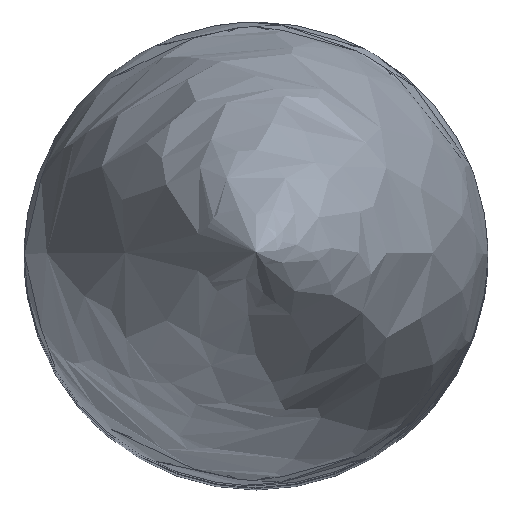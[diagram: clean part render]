
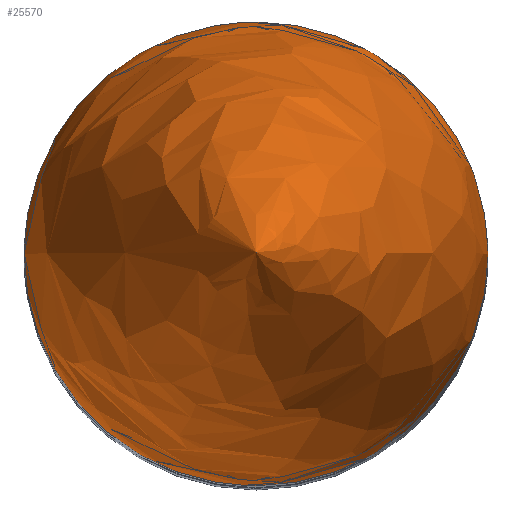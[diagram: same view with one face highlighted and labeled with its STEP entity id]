
A CAD part, top view. The second image highlights one B-rep face of the part: STEP entity #25570.
In plain terms, the highlighted free-form (B-spline) face has degree [2, 2] with [3, 9] control points.
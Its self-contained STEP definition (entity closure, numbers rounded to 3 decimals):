
#16=(
BOUNDED_SURFACE()
B_SPLINE_SURFACE(2,2,((#49703,#49704,#49705,#49706,#49707,#49708,#49709,
#49710,#49711),(#49712,#49713,#49714,#49715,#49716,#49717,#49718,#49719,
#49720),(#49721,#49722,#49723,#49724,#49725,#49726,#49727,#49728,#49729)),
 .UNSPECIFIED.,.F.,.T.,.F.)
B_SPLINE_SURFACE_WITH_KNOTS((3,3),(3,2,2,2,3),(-0.017,0.507),
(-3.142,-1.571,0.,1.571,3.142),
 .UNSPECIFIED.)
GEOMETRIC_REPRESENTATION_ITEM()
RATIONAL_B_SPLINE_SURFACE(((1.,0.707,1.,0.707,1.,
0.707,1.,0.707,1.),(0.966,0.683,
0.966,0.683,0.966,0.683,
0.966,0.683,0.966),(1.,0.707,
1.,0.707,1.,0.707,1.,0.707,1.)))
REPRESENTATION_ITEM('')
SURFACE()
);
#3956=FACE_OUTER_BOUND('',#5531,.T.);
#5531=EDGE_LOOP('',(#23988,#23989,#23990,#23991));
#10515=CIRCLE('',#27293,318.822);
#10516=CIRCLE('',#27294,40.);
#10517=CIRCLE('',#27295,40.);
#12940=VERTEX_POINT('',#49730);
#12941=VERTEX_POINT('',#49731);
#12942=VERTEX_POINT('',#49733);
#16628=EDGE_CURVE('',#12940,#12941,#10515,.T.);
#16629=EDGE_CURVE('',#12941,#12942,#10516,.T.);
#16630=EDGE_CURVE('',#12942,#12941,#10517,.T.);
#23988=ORIENTED_EDGE('',*,*,#16628,.T.);
#23989=ORIENTED_EDGE('',*,*,#16629,.T.);
#23990=ORIENTED_EDGE('',*,*,#16630,.T.);
#23991=ORIENTED_EDGE('',*,*,#16628,.F.);
#25570=ADVANCED_FACE('',(#3956),#16,.F.);
#27293=AXIS2_PLACEMENT_3D('',#49732,#32725,#32726);
#27294=AXIS2_PLACEMENT_3D('',#49734,#32727,#32728);
#27295=AXIS2_PLACEMENT_3D('',#49735,#32729,#32730);
#32725=DIRECTION('center_axis',(0.,-1.,0.));
#32726=DIRECTION('ref_axis',(-1.,0.,0.));
#32727=DIRECTION('center_axis',(0.,0.,1.));
#32728=DIRECTION('ref_axis',(-1.,0.,0.));
#32729=DIRECTION('center_axis',(0.,0.,1.));
#32730=DIRECTION('ref_axis',(-1.,0.,0.));
#49703=CARTESIAN_POINT('Ctrl Pts',(-40.,0.,25.));
#49704=CARTESIAN_POINT('Ctrl Pts',(-40.,-40.,
25.));
#49705=CARTESIAN_POINT('Ctrl Pts',(0.,-40.,25.));
#49706=CARTESIAN_POINT('Ctrl Pts',(40.,-40.,25.));
#49707=CARTESIAN_POINT('Ctrl Pts',(40.,0.,25.));
#49708=CARTESIAN_POINT('Ctrl Pts',(40.,40.,25.));
#49709=CARTESIAN_POINT('Ctrl Pts',(0.,40.,25.));
#49710=CARTESIAN_POINT('Ctrl Pts',(-40.,40.,25.));
#49711=CARTESIAN_POINT('Ctrl Pts',(-40.,0.,25.));
#49712=CARTESIAN_POINT('Ctrl Pts',(-41.421,0.,110.355));
#49713=CARTESIAN_POINT('Ctrl Pts',(-41.421,-41.421,
110.355));
#49714=CARTESIAN_POINT('Ctrl Pts',(0.,-41.421,110.355));
#49715=CARTESIAN_POINT('Ctrl Pts',(41.421,-41.421,110.355));
#49716=CARTESIAN_POINT('Ctrl Pts',(41.421,0.,110.355));
#49717=CARTESIAN_POINT('Ctrl Pts',(41.421,41.421,110.355));
#49718=CARTESIAN_POINT('Ctrl Pts',(0.,41.421,110.355));
#49719=CARTESIAN_POINT('Ctrl Pts',(-41.421,41.421,110.355));
#49720=CARTESIAN_POINT('Ctrl Pts',(-41.421,0.,110.355));
#49721=CARTESIAN_POINT('Ctrl Pts',(0.,0.,185.));
#49722=CARTESIAN_POINT('Ctrl Pts',(0.,0.,185.));
#49723=CARTESIAN_POINT('Ctrl Pts',(0.,0.,185.));
#49724=CARTESIAN_POINT('Ctrl Pts',(0.,0.,185.));
#49725=CARTESIAN_POINT('Ctrl Pts',(0.,0.,185.));
#49726=CARTESIAN_POINT('Ctrl Pts',(0.,0.,185.));
#49727=CARTESIAN_POINT('Ctrl Pts',(0.,0.,185.));
#49728=CARTESIAN_POINT('Ctrl Pts',(0.,0.,185.));
#49729=CARTESIAN_POINT('Ctrl Pts',(0.,0.,185.));
#49730=CARTESIAN_POINT('',(0.,0.,185.));
#49731=CARTESIAN_POINT('',(-40.,0.,25.));
#49732=CARTESIAN_POINT('Origin',(278.778,0.,
30.306));
#49733=CARTESIAN_POINT('',(40.,0.,25.));
#49734=CARTESIAN_POINT('Origin',(0.,0.,25.));
#49735=CARTESIAN_POINT('Origin',(0.,0.,25.));
